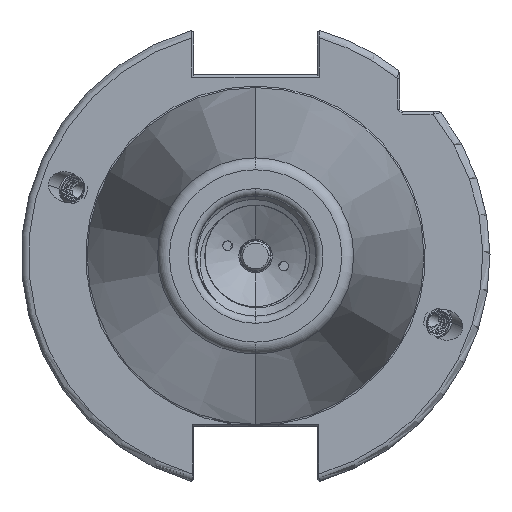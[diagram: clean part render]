
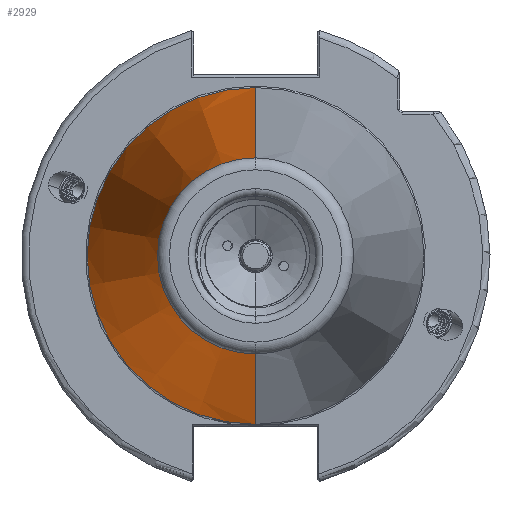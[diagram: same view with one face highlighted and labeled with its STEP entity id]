
A CAD part, left-side view. The second image highlights one B-rep face of the part: STEP entity #2929.
In plain terms, the highlighted conical face has half-angle 8.297 degrees and reference radius 35.392 mm.
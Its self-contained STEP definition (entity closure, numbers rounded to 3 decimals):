
#2929 = ADVANCED_FACE ( 'NONE', ( #14268 ), #14285, .T. ) ;
#4605 = VERTEX_POINT ( 'NONE', #40129 ) ;
#4611 = VERTEX_POINT ( 'NONE', #40109 ) ;
#4615 = VERTEX_POINT ( 'NONE', #40101 ) ;
#4625 = VERTEX_POINT ( 'NONE', #40154 ) ;
#4643 = VERTEX_POINT ( 'NONE', #40144 ) ;
#8687 = AXIS2_PLACEMENT_3D ( 'NONE', #35250, #35269, #35270 ) ;
#8699 = AXIS2_PLACEMENT_3D ( 'NONE', #35016, #35022, #34944 ) ;
#8704 = AXIS2_PLACEMENT_3D ( 'NONE', #33346, #33373, #33360 ) ;
#14268 = FACE_OUTER_BOUND ( 'NONE', #24990, .T. ) ;
#14285 = CONICAL_SURFACE ( 'NONE', #20375, 35.392, 0.145 ) ;
#18312 = CIRCLE ( 'NONE', #8687, 20.399 ) ;
#18350 = CIRCLE ( 'NONE', #8699, 35.027 ) ;
#18367 = CIRCLE ( 'NONE', #8704, 35.027 ) ;
#18372 = VECTOR ( 'NONE', #33323, 1000. ) ;
#18389 = LINE ( 'NONE', #33329, #18372 ) ;
#18390 = VECTOR ( 'NONE', #33207, 1000. ) ;
#18407 = LINE ( 'NONE', #33242, #18390 ) ;
#20375 = AXIS2_PLACEMENT_3D ( 'NONE', #35819, #35806, #35816 ) ;
#21474 = EDGE_CURVE ( 'NONE', #4615, #4643, #18350, .T. ) ;
#21492 = EDGE_CURVE ( 'NONE', #4605, #4611, #18312, .T. ) ;
#21510 = EDGE_CURVE ( 'NONE', #4605, #4615, #18407, .T. ) ;
#21527 = EDGE_CURVE ( 'NONE', #4611, #4625, #18389, .T. ) ;
#21532 = EDGE_CURVE ( 'NONE', #4643, #4625, #18367, .T. ) ;
#24434 = ORIENTED_EDGE ( 'NONE', *, *, #21492, .T. ) ;
#24469 = ORIENTED_EDGE ( 'NONE', *, *, #21527, .T. ) ;
#24474 = ORIENTED_EDGE ( 'NONE', *, *, #21510, .F. ) ;
#24485 = ORIENTED_EDGE ( 'NONE', *, *, #21532, .F. ) ;
#24489 = ORIENTED_EDGE ( 'NONE', *, *, #21474, .F. ) ;
#24990 = EDGE_LOOP ( 'NONE', ( #24434, #24469, #24485, #24489, #24474 ) ) ;
#33207 = DIRECTION ( 'NONE',  ( 0.99, 0., -0.144 ) ) ;
#33242 = CARTESIAN_POINT ( 'NONE',  ( 0., 0., -35.392 ) ) ;
#33323 = DIRECTION ( 'NONE',  ( 0.99, 0., 0.144 ) ) ;
#33329 = CARTESIAN_POINT ( 'NONE',  ( 0., 0., 35.392 ) ) ;
#33346 = CARTESIAN_POINT ( 'NONE',  ( -2.5, 0., 0. ) ) ;
#33360 = DIRECTION ( 'NONE',  ( 0., 1., 0. ) ) ;
#33373 = DIRECTION ( 'NONE',  ( 1., 0., 0. ) ) ;
#34944 = DIRECTION ( 'NONE',  ( 0., 1., 0. ) ) ;
#35016 = CARTESIAN_POINT ( 'NONE',  ( -2.5, 0., 0. ) ) ;
#35022 = DIRECTION ( 'NONE',  ( 1., 0., 0. ) ) ;
#35250 = CARTESIAN_POINT ( 'NONE',  ( -102.811, 0., 0. ) ) ;
#35269 = DIRECTION ( 'NONE',  ( 1., 0., 0. ) ) ;
#35270 = DIRECTION ( 'NONE',  ( 0., 0., 1. ) ) ;
#35806 = DIRECTION ( 'NONE',  ( 1., 0., 0. ) ) ;
#35816 = DIRECTION ( 'NONE',  ( 0., 0., -1. ) ) ;
#35819 = CARTESIAN_POINT ( 'NONE',  ( 0., 0., 0. ) ) ;
#40101 = CARTESIAN_POINT ( 'NONE',  ( -2.5, 0., -35.027 ) ) ;
#40109 = CARTESIAN_POINT ( 'NONE',  ( -102.811, 0., 20.399 ) ) ;
#40129 = CARTESIAN_POINT ( 'NONE',  ( -102.811, 0., -20.399 ) ) ;
#40144 = CARTESIAN_POINT ( 'NONE',  ( -2.5, 35.027, 0. ) ) ;
#40154 = CARTESIAN_POINT ( 'NONE',  ( -2.5, 0., 35.027 ) ) ;
